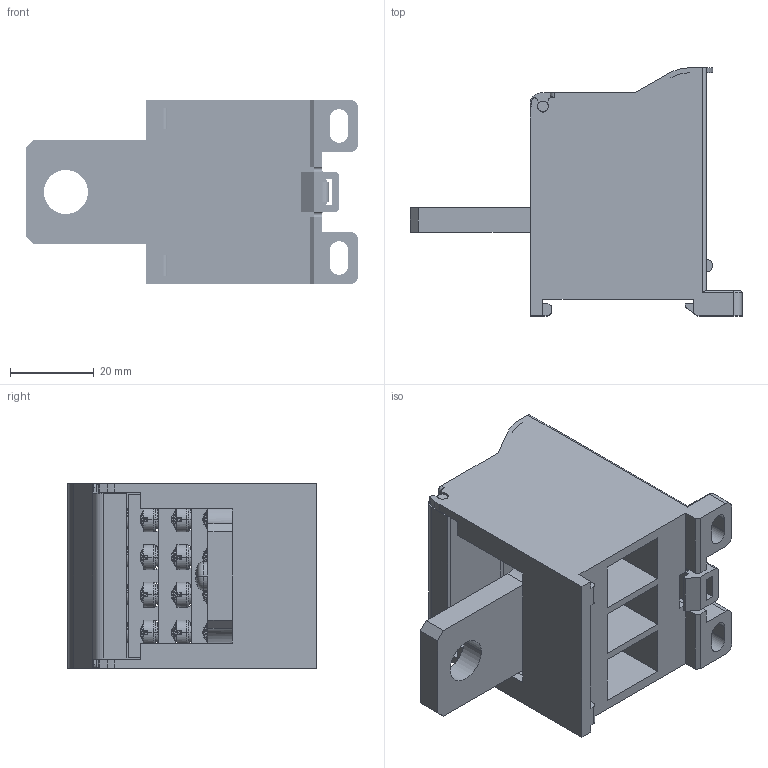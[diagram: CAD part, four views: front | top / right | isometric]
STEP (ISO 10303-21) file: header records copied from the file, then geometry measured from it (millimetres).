
FILE_DESCRIPTION((''),'2;1');
FILE_NAME('8YB754782-3_1_','2019-03-01T',('Administrator'),(''),'PRO/ENGINEER BY PARAMETRIC TECHNOLOGY CORPORATION, 2008380','PRO/ENGINEER BY PARAMETRIC TECHNOLOGY CORPORATION, 2008380','');
FILE_SCHEMA(('CONFIG_CONTROL_DESIGN'));
Products named in the file (1): 8YB754782-3_1_
Bounding box: 79.2 x 59.2 x 44 mm (x, y, z)
Volume: 47259.7 mm3; surface area: 41836.3 mm2
Topology: 1 solids, 5 shells, 1388 faces, 4185 edges, 2704 vertices
Faces by surface type: cylinder 521, plane 444, bspline 276, cone 89, torus 32, sphere 26
Entity records: 114465 total; most frequent: CARTESIAN_POINT 80215, ORIENTED_EDGE 8302, DIRECTION 5506, EDGE_CURVE 4151, VERTEX_POINT 2704, AXIS2_PLACEMENT_3D 1894, VECTOR 1718, LINE 1718
